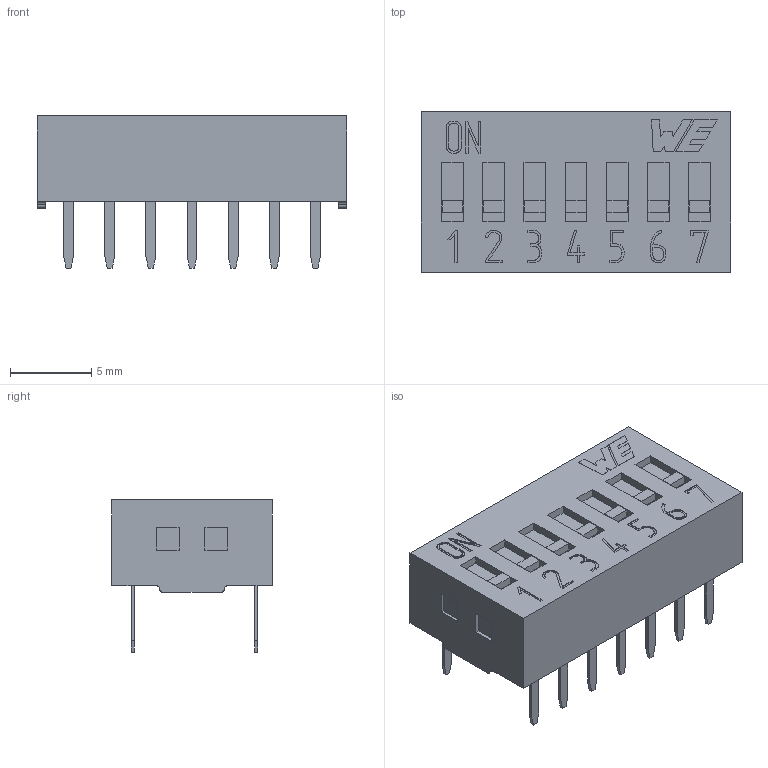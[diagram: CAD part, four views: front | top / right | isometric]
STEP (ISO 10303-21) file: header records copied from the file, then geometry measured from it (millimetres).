
FILE_DESCRIPTION( ( 'Unknown' ), '1' );
FILE_NAME( '418117170907.stp', 'Unknown', ( 'Unknown' ), ( 'Unknown' ), 'PSStep 16.0.42', 'Unknown', ' ' );
FILE_SCHEMA( ( 'AUTOMOTIVE_DESIGN { 1 0 10303 214 1 1 1 1 }' ) );
Length unit declared in the file: millimetre
Products named in the file (4): Assem1; Base_switch; clip; base
Assembly tree (9 placements, depth 2):
  Assem1
    Base_switch
    clip  x7
    base
Bounding box: 19.08 x 9.9 x 9.4 mm (x, y, z)
Volume: 658.7 mm3; surface area: 2027.6 mm2
Topology: 9 solids, 9 shells, 409 faces, 1059 edges, 706 vertices
Faces by surface type: plane 376, extrusion 18, cylinder 15
Entity records: 12494 total; most frequent: CARTESIAN_POINT 2579, ORIENTED_EDGE 1610, DIRECTION 1291, EDGE_CURVE 805, VECTOR 657, LINE 639, VERTEX_POINT 538, EDGE_LOOP 355
